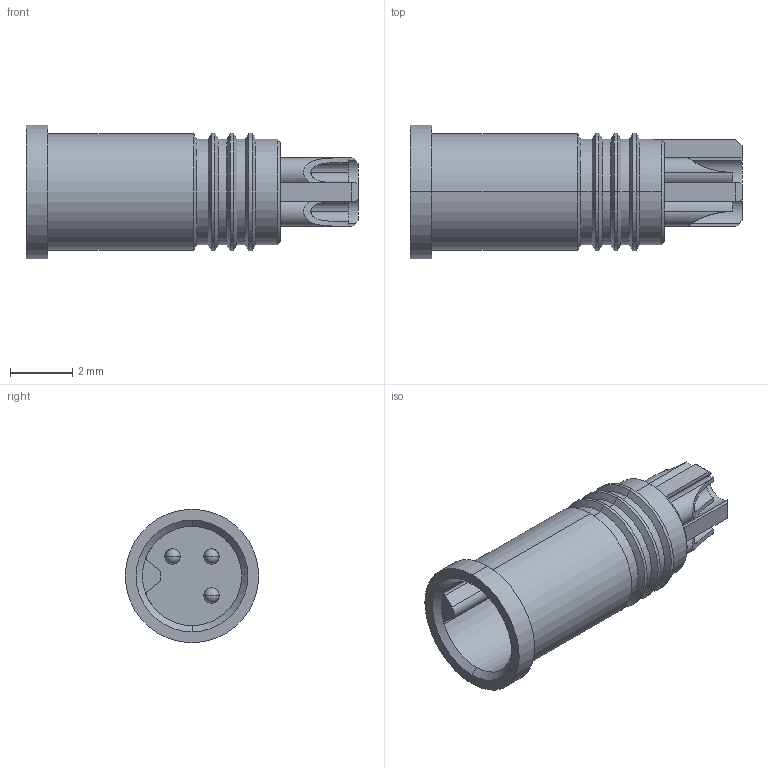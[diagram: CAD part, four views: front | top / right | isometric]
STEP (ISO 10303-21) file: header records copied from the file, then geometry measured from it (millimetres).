
FILE_DESCRIPTION((''),'2;1');
FILE_NAME('TRUE-INSERT_ASM','2023-08-07T',('gongchengVI'),(''),'PRO/ENGINEER BY PARAMETRIC TECHNOLOGY CORPORATION, 2010280','PRO/ENGINEER BY PARAMETRIC TECHNOLOGY CORPORATION, 2010280','');
FILE_SCHEMA(('CONFIG_CONTROL_DESIGN'));
Length unit declared in the file: millimetre
Products named in the file (3): HOUSING-MALE-4P-0011; MALE-SOLDER-PIN1; TRUE-INSERT_ASM
Assembly tree (4 placements, depth 2):
  TRUE-INSERT_ASM
    HOUSING-MALE-4P-0011
    MALE-SOLDER-PIN1  x3
Bounding box: 10.7 x 4.3 x 4.3 mm (x, y, z)
Volume: 60.1 mm3; surface area: 311.7 mm2
Topology: 4 solids, 4 shells, 178 faces, 405 edges, 241 vertices
Faces by surface type: cylinder 91, plane 45, cone 36, sphere 6
Entity records: 3544 total; most frequent: CARTESIAN_POINT 671, DIRECTION 635, ORIENTED_EDGE 546, EDGE_CURVE 273, AXIS2_PLACEMENT_3D 250, VERTEX_POINT 169, VECTOR 135, LINE 135
